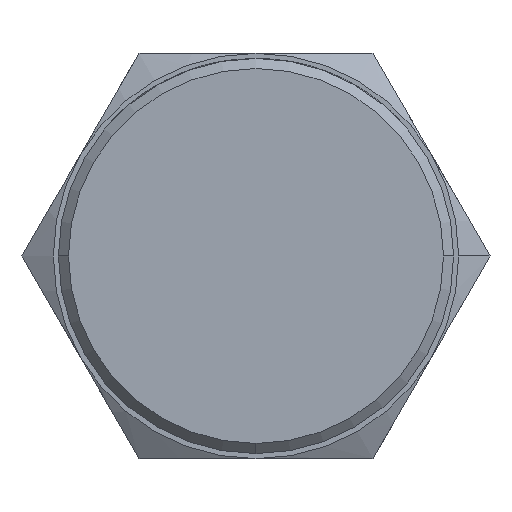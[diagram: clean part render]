
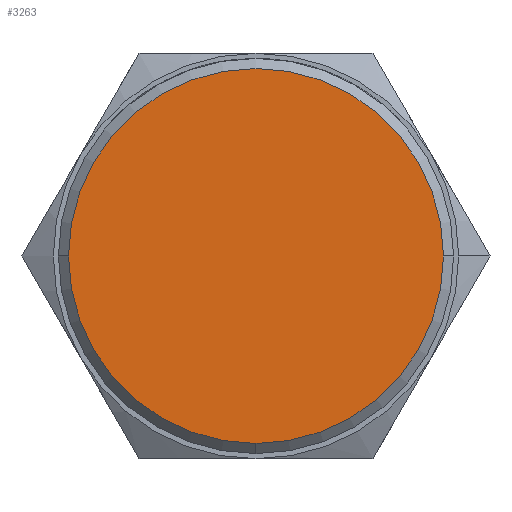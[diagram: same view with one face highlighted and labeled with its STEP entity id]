
A CAD part, left-side view. The second image highlights one B-rep face of the part: STEP entity #3263.
In plain terms, the highlighted planar face has unit normal (-1, 0, 0).
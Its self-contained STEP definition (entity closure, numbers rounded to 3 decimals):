
#370 = AXIS2_PLACEMENT_3D ( 'NONE', #3638, #1355, #3243 ) ;
#397 = CARTESIAN_POINT ( 'NONE',  ( 0., 0., 0. ) ) ;
#405 = EDGE_CURVE ( 'NONE', #3402, #4267, #5586, .T. ) ;
#477 = VERTEX_POINT ( 'NONE', #2775 ) ;
#705 = EDGE_CURVE ( 'NONE', #4267, #477, #2557, .T. ) ;
#1307 = DIRECTION ( 'NONE',  ( 0., -1., 0. ) ) ;
#1345 = DIRECTION ( 'NONE',  ( 0., 1., 0. ) ) ;
#1355 = DIRECTION ( 'NONE',  ( -1., 0., 0. ) ) ;
#1380 = DIRECTION ( 'NONE',  ( -1., 0., 0. ) ) ;
#1466 = AXIS2_PLACEMENT_3D ( 'NONE', #2638, #1800, #1307 ) ;
#1785 = FACE_OUTER_BOUND ( 'NONE', #3320, .T. ) ;
#1800 = DIRECTION ( 'NONE',  ( -1., 0., 0. ) ) ;
#2152 = DIRECTION ( 'NONE',  ( -1., 0., 0. ) ) ;
#2474 = CIRCLE ( 'NONE', #3258, 3.7 ) ;
#2557 = CIRCLE ( 'NONE', #1466, 3.7 ) ;
#2638 = CARTESIAN_POINT ( 'NONE',  ( 0., 0., 0. ) ) ;
#2652 = CARTESIAN_POINT ( 'NONE',  ( 0., 0., 0. ) ) ;
#2775 = CARTESIAN_POINT ( 'NONE',  ( 0., 3.7, 0. ) ) ;
#3243 = DIRECTION ( 'NONE',  ( 0., 0., 1. ) ) ;
#3258 = AXIS2_PLACEMENT_3D ( 'NONE', #397, #1380, #1345 ) ;
#3263 = ADVANCED_FACE ( 'NONE', ( #1785 ), #3670, .T. ) ;
#3320 = EDGE_LOOP ( 'NONE', ( #4172, #5673, #4109 ) ) ;
#3402 = VERTEX_POINT ( 'NONE', #3887 ) ;
#3638 = CARTESIAN_POINT ( 'NONE',  ( 0., 0., 0. ) ) ;
#3670 = PLANE ( 'NONE',  #370 ) ;
#3870 = CARTESIAN_POINT ( 'NONE',  ( 0., -3.7, 0. ) ) ;
#3887 = CARTESIAN_POINT ( 'NONE',  ( 0., 0., -3.7 ) ) ;
#4036 = DIRECTION ( 'NONE',  ( 0., 1., 0. ) ) ;
#4109 = ORIENTED_EDGE ( 'NONE', *, *, #405, .T. ) ;
#4172 = ORIENTED_EDGE ( 'NONE', *, *, #705, .T. ) ;
#4267 = VERTEX_POINT ( 'NONE', #3870 ) ;
#4326 = AXIS2_PLACEMENT_3D ( 'NONE', #2652, #2152, #4036 ) ;
#5586 = CIRCLE ( 'NONE', #4326, 3.7 ) ;
#5619 = EDGE_CURVE ( 'NONE', #477, #3402, #2474, .T. ) ;
#5673 = ORIENTED_EDGE ( 'NONE', *, *, #5619, .T. ) ;
